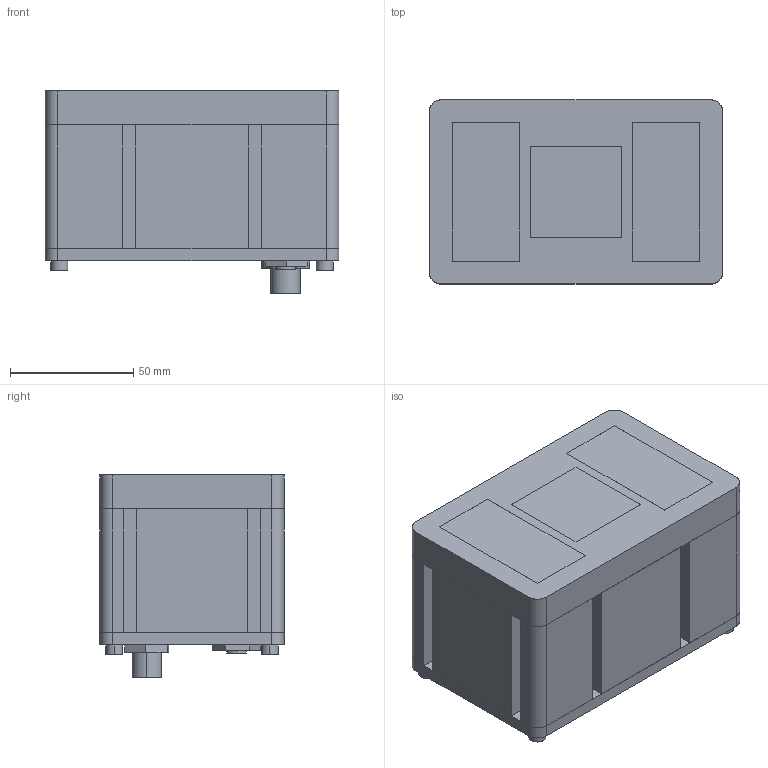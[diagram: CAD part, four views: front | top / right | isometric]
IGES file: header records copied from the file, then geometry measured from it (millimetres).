
Start section: SolidWorks IGES file using analytic representation for surfaces
Global section: file name: R355-MESA-SR4500-69x55-FOV.igs; native system: SolidWorks 2014; preprocessor: SolidWorks 2014; author: acroname; date: 141022.103535; units: millimetre
Bounding box: 119 x 74.65 x 81.93 mm (x, y, z)
Surface area: 87299.9 mm2 (no closed solid volume)
Topology: 0 solids, 0 shells, 123 faces, 1224 edges, 1224 vertices
Faces by surface type: bspline 95, revolution 28
